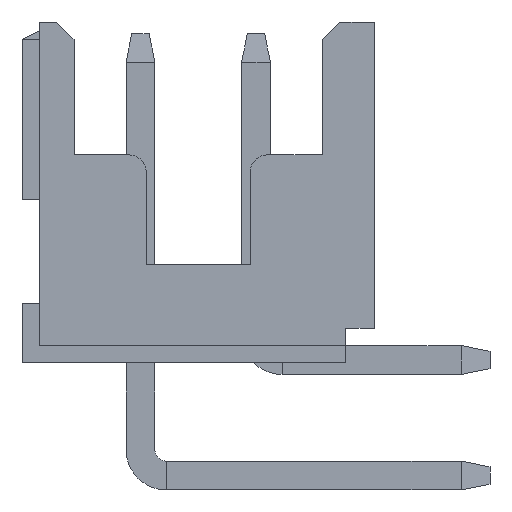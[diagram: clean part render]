
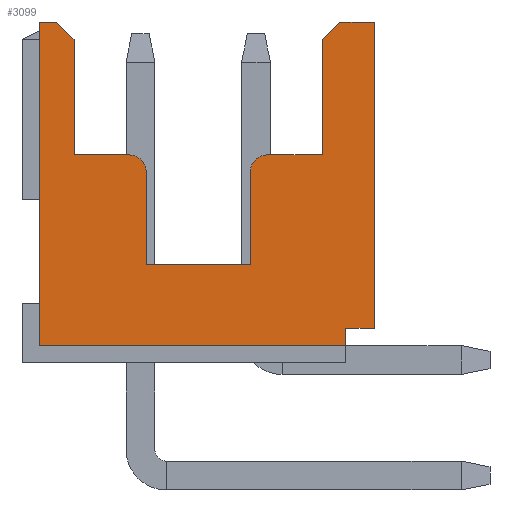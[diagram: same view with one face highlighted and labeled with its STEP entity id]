
A CAD part, left-side view. The second image highlights one B-rep face of the part: STEP entity #3099.
In plain terms, the highlighted planar face has unit normal (-1, 0, 0).
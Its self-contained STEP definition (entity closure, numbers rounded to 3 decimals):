
#2146=CARTESIAN_POINT('',(-6.,-3.05,-1.1));
#2147=VERTEX_POINT('',#2146);
#2154=CARTESIAN_POINT('',(-6.,-2.55,-1.1));
#2155=VERTEX_POINT('',#2154);
#2156=CARTESIAN_POINT('',(-6.,-3.05,-1.1));
#2157=DIRECTION('',(0.,1.,0.));
#2158=VECTOR('',#2157,0.5);
#2159=LINE('',#2156,#2158);
#2160=EDGE_CURVE('',#2147,#2155,#2159,.T.);
#2177=CARTESIAN_POINT('',(-6.,-2.15,3.9));
#2178=VERTEX_POINT('',#2177);
#2185=CARTESIAN_POINT('',(-6.,-2.45,4.2));
#2186=VERTEX_POINT('',#2185);
#2187=CARTESIAN_POINT('',(-6.,-2.15,3.9));
#2188=DIRECTION('',(0.,-0.707,0.707));
#2189=VECTOR('',#2188,0.424);
#2190=LINE('',#2187,#2189);
#2191=EDGE_CURVE('',#2178,#2186,#2190,.T.);
#2226=CARTESIAN_POINT('',(-6.,-2.15,1.9));
#2227=VERTEX_POINT('',#2226);
#2234=CARTESIAN_POINT('',(-6.,-2.15,1.9));
#2235=DIRECTION('',(0.,0.,1.));
#2236=VECTOR('',#2235,2.);
#2237=LINE('',#2234,#2236);
#2238=EDGE_CURVE('',#2227,#2178,#2237,.T.);
#2250=CARTESIAN_POINT('',(-6.,2.75,4.2));
#2251=VERTEX_POINT('',#2250);
#2258=CARTESIAN_POINT('',(-6.,2.45,4.2));
#2259=VERTEX_POINT('',#2258);
#2260=CARTESIAN_POINT('',(-6.,2.75,4.2));
#2261=DIRECTION('',(0.,-1.,0.));
#2262=VECTOR('',#2261,0.3);
#2263=LINE('',#2260,#2262);
#2264=EDGE_CURVE('',#2251,#2259,#2263,.T.);
#2539=CARTESIAN_POINT('',(-6.,2.15,3.9));
#2540=VERTEX_POINT('',#2539);
#2541=CARTESIAN_POINT('',(-6.,2.45,4.2));
#2542=DIRECTION('',(0.,-0.707,-0.707));
#2543=VECTOR('',#2542,0.424);
#2544=LINE('',#2541,#2543);
#2545=EDGE_CURVE('',#2259,#2540,#2544,.T.);
#2622=CARTESIAN_POINT('',(-6.,2.75,-1.4));
#2623=VERTEX_POINT('',#2622);
#2630=CARTESIAN_POINT('',(-6.,2.75,-1.4));
#2631=DIRECTION('',(0.,0.,1.));
#2632=VECTOR('',#2631,5.6);
#2633=LINE('',#2630,#2632);
#2634=EDGE_CURVE('',#2623,#2251,#2633,.T.);
#2984=CARTESIAN_POINT('',(-6.,-2.55,-1.4));
#2985=VERTEX_POINT('',#2984);
#2992=CARTESIAN_POINT('',(-6.,-2.55,-1.4));
#2993=DIRECTION('',(0.,1.,0.));
#2994=VECTOR('',#2993,5.3);
#2995=LINE('',#2992,#2994);
#2996=EDGE_CURVE('',#2985,#2623,#2995,.T.);
#3001=CARTESIAN_POINT('',(-6.,-0.15,1.4));
#3002=DIRECTION('',(0.,-1.,0.));
#3003=DIRECTION('',(-1.,0.,0.));
#3004=AXIS2_PLACEMENT_3D('',#3001,#3003,#3002);
#3005=PLANE('',#3004);
#3006=ORIENTED_EDGE('',*,*,#2996,.F.);
#3007=CARTESIAN_POINT('',(-6.,-2.55,-1.4));
#3008=DIRECTION('',(0.,0.,1.));
#3009=VECTOR('',#3008,0.3);
#3010=LINE('',#3007,#3009);
#3011=EDGE_CURVE('',#2985,#2155,#3010,.T.);
#3012=ORIENTED_EDGE('E429',*,*,#3011,.T.);
#3013=ORIENTED_EDGE('E429',*,*,#2160,.F.);
#3014=CARTESIAN_POINT('',(-6.,-3.05,4.2));
#3015=VERTEX_POINT('',#3014);
#3016=CARTESIAN_POINT('',(-6.,-3.05,-1.1));
#3017=DIRECTION('',(0.,0.,1.));
#3018=VECTOR('',#3017,5.3);
#3019=LINE('',#3016,#3018);
#3020=EDGE_CURVE('',#2147,#3015,#3019,.T.);
#3021=ORIENTED_EDGE('E430',*,*,#3020,.T.);
#3022=CARTESIAN_POINT('',(-6.,-3.05,4.2));
#3023=DIRECTION('',(0.,1.,0.));
#3024=VECTOR('',#3023,0.6);
#3025=LINE('',#3022,#3024);
#3026=EDGE_CURVE('',#3015,#2186,#3025,.T.);
#3027=ORIENTED_EDGE('E431',*,*,#3026,.T.);
#3028=ORIENTED_EDGE('E431',*,*,#2191,.F.);
#3029=ORIENTED_EDGE('E431',*,*,#2238,.F.);
#3030=CARTESIAN_POINT('',(-6.,-1.2,1.9));
#3031=VERTEX_POINT('',#3030);
#3032=CARTESIAN_POINT('',(-6.,-2.15,1.9));
#3033=DIRECTION('',(0.,1.,0.));
#3034=VECTOR('',#3033,0.95);
#3035=LINE('',#3032,#3034);
#3036=EDGE_CURVE('',#2227,#3031,#3035,.T.);
#3037=ORIENTED_EDGE('E432',*,*,#3036,.T.);
#3038=CARTESIAN_POINT('',(-6.,-0.9,1.6));
#3039=VERTEX_POINT('',#3038);
#3040=CARTESIAN_POINT('',(-6.,-1.2,1.6));
#3041=DIRECTION('',(0.,0.,1.));
#3042=DIRECTION('',(-1.,0.,0.));
#3043=AXIS2_PLACEMENT_3D('',#3040,#3042,#3041);
#3044=CIRCLE('',#3043,0.3);
#3045=EDGE_CURVE('',#3031,#3039,#3044,.T.);
#3046=ORIENTED_EDGE('E433',*,*,#3045,.T.);
#3047=CARTESIAN_POINT('',(-6.,-0.9,0.));
#3048=VERTEX_POINT('',#3047);
#3049=CARTESIAN_POINT('',(-6.,-0.9,1.6));
#3050=DIRECTION('',(0.,0.,-1.));
#3051=VECTOR('',#3050,1.6);
#3052=LINE('',#3049,#3051);
#3053=EDGE_CURVE('',#3039,#3048,#3052,.T.);
#3054=ORIENTED_EDGE('E434',*,*,#3053,.T.);
#3055=CARTESIAN_POINT('',(-6.,0.9,0.));
#3056=VERTEX_POINT('',#3055);
#3057=CARTESIAN_POINT('',(-6.,0.9,0.));
#3058=DIRECTION('',(0.,-1.,0.));
#3059=VECTOR('',#3058,1.8);
#3060=LINE('',#3057,#3059);
#3061=EDGE_CURVE('',#3056,#3048,#3060,.T.);
#3062=ORIENTED_EDGE('E384',*,*,#3061,.F.);
#3063=CARTESIAN_POINT('',(-6.,0.9,1.6));
#3064=VERTEX_POINT('',#3063);
#3065=CARTESIAN_POINT('',(-6.,0.9,0.));
#3066=DIRECTION('',(0.,0.,1.));
#3067=VECTOR('',#3066,1.6);
#3068=LINE('',#3065,#3067);
#3069=EDGE_CURVE('',#3056,#3064,#3068,.T.);
#3070=ORIENTED_EDGE('E435',*,*,#3069,.T.);
#3071=CARTESIAN_POINT('',(-6.,1.2,1.9));
#3072=VERTEX_POINT('',#3071);
#3073=CARTESIAN_POINT('',(-6.,1.2,1.6));
#3074=DIRECTION('',(0.,-1.,0.));
#3075=DIRECTION('',(-1.,0.,0.));
#3076=AXIS2_PLACEMENT_3D('',#3073,#3075,#3074);
#3077=CIRCLE('',#3076,0.3);
#3078=EDGE_CURVE('',#3064,#3072,#3077,.T.);
#3079=ORIENTED_EDGE('E436',*,*,#3078,.T.);
#3080=CARTESIAN_POINT('',(-6.,2.15,1.9));
#3081=VERTEX_POINT('',#3080);
#3082=CARTESIAN_POINT('',(-6.,1.2,1.9));
#3083=DIRECTION('',(0.,1.,0.));
#3084=VECTOR('',#3083,0.95);
#3085=LINE('',#3082,#3084);
#3086=EDGE_CURVE('',#3072,#3081,#3085,.T.);
#3087=ORIENTED_EDGE('E437',*,*,#3086,.T.);
#3088=CARTESIAN_POINT('',(-6.,2.15,1.9));
#3089=DIRECTION('',(0.,0.,1.));
#3090=VECTOR('',#3089,2.);
#3091=LINE('',#3088,#3090);
#3092=EDGE_CURVE('',#3081,#2540,#3091,.T.);
#3093=ORIENTED_EDGE('E438',*,*,#3092,.T.);
#3094=ORIENTED_EDGE('E438',*,*,#2545,.F.);
#3095=ORIENTED_EDGE('E438',*,*,#2264,.F.);
#3096=ORIENTED_EDGE('E438',*,*,#2634,.F.);
#3097=EDGE_LOOP('',(#3006,#3012,#3013,#3021,#3027,#3028,#3029,#3037,#3046,#3054,#3062,#3070,#3079,#3087,#3093,#3094,#3095,#3096));
#3098=FACE_OUTER_BOUND('',#3097,.T.);
#3099=ADVANCED_FACE('F133',(#3098),#3005,.T.);
